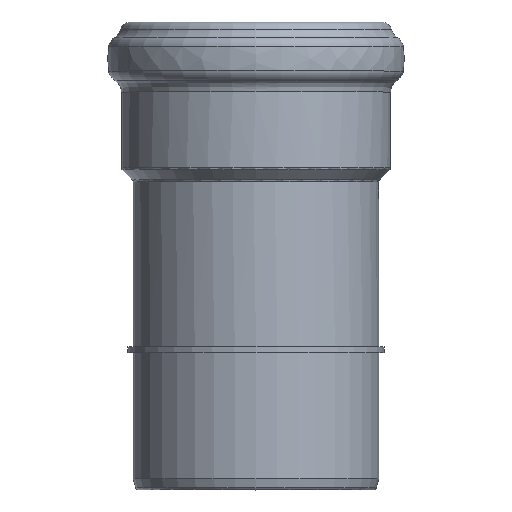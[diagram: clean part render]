
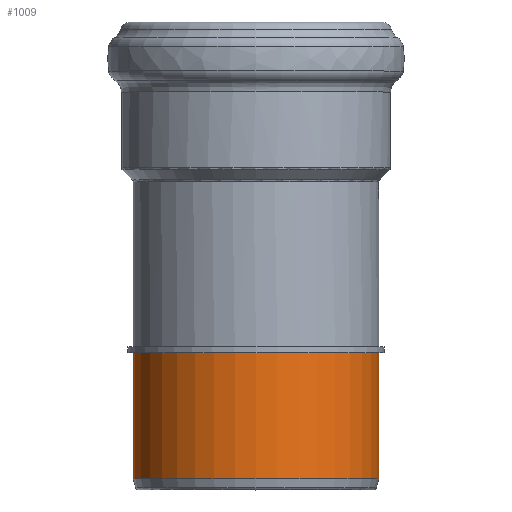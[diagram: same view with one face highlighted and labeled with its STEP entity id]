
A CAD part, top view. The second image highlights one B-rep face of the part: STEP entity #1009.
In plain terms, the highlighted cylindrical face has radius 45.15 mm (diameter 90.3 mm), a full revolution.
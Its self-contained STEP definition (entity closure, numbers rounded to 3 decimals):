
#89=LINE('',#1682,#109);
#109=VECTOR('',#1297,45.15);
#129=CYLINDRICAL_SURFACE('',#1099,45.15);
#150=FACE_OUTER_BOUND('',#215,.T.);
#215=EDGE_LOOP('',(#676,#677,#678,#679));
#280=CIRCLE('',#1097,45.15);
#281=CIRCLE('',#1100,45.15);
#398=VERTEX_POINT('',#1675);
#399=VERTEX_POINT('',#1680);
#504=EDGE_CURVE('',#398,#398,#280,.T.);
#506=EDGE_CURVE('',#399,#399,#281,.T.);
#507=EDGE_CURVE('',#399,#398,#89,.T.);
#676=ORIENTED_EDGE('',*,*,#506,.F.);
#677=ORIENTED_EDGE('',*,*,#507,.T.);
#678=ORIENTED_EDGE('',*,*,#504,.T.);
#679=ORIENTED_EDGE('',*,*,#507,.F.);
#1009=ADVANCED_FACE('',(#150),#129,.T.);
#1097=AXIS2_PLACEMENT_3D('',#1676,#1288,#1289);
#1099=AXIS2_PLACEMENT_3D('',#1679,#1293,#1294);
#1100=AXIS2_PLACEMENT_3D('',#1681,#1295,#1296);
#1288=DIRECTION('center_axis',(0.,-1.,0.));
#1289=DIRECTION('ref_axis',(1.,0.,0.));
#1293=DIRECTION('center_axis',(0.,-1.,0.));
#1294=DIRECTION('ref_axis',(1.,0.,0.));
#1295=DIRECTION('center_axis',(0.,-1.,0.));
#1296=DIRECTION('ref_axis',(1.,0.,0.));
#1297=DIRECTION('',(0.,1.,0.));
#1675=CARTESIAN_POINT('',(-45.15,50.4,0.));
#1676=CARTESIAN_POINT('Origin',(0.,50.4,0.));
#1679=CARTESIAN_POINT('Origin',(0.,58.826,0.));
#1680=CARTESIAN_POINT('',(-45.15,4.,0.));
#1681=CARTESIAN_POINT('Origin',(0.,4.,0.));
#1682=CARTESIAN_POINT('',(-45.15,58.826,0.));
